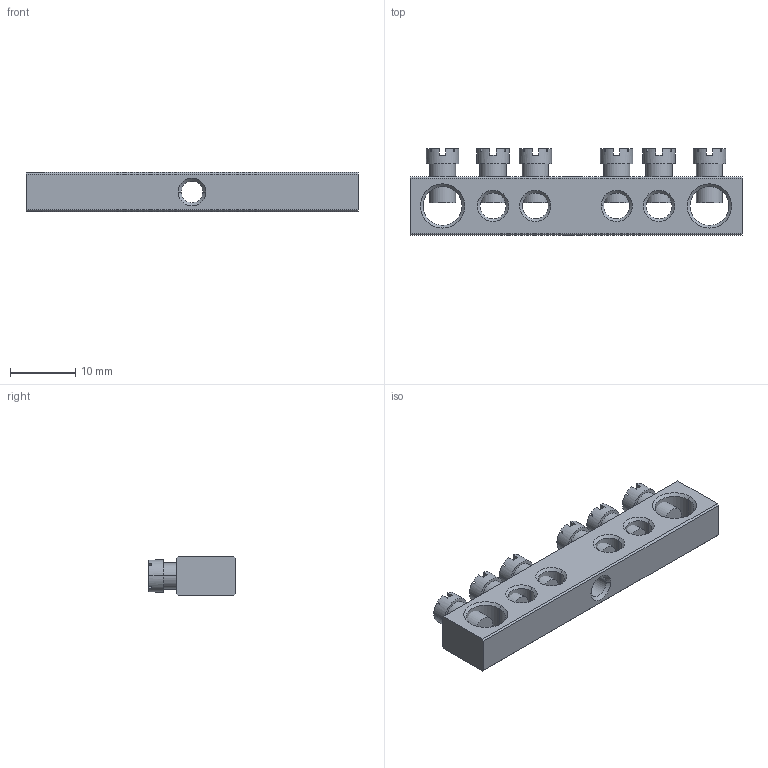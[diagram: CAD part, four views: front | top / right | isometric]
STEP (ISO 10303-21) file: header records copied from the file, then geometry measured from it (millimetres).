
FILE_DESCRIPTION (( 'STEP AP214' ), '1' );
FILE_NAME ('YNN10-06-100 Øèíà PEN çåìëÿ-íîëü 6õ9ìì 6_1 (6ãðóïïû_êðåï ïî öåíòð) ÈÝÊ.STEP', '2016-08-24T13:12:00', ( 'user' ), ( '' ), 'SwSTEP 2.0', 'SolidWorks 2014', '' );
FILE_SCHEMA (( 'AUTOMOTIVE_DESIGN' ));
Length unit declared in the file: millimetre
Products named in the file (3): YNN10-06-100 Øèíà PEN çåìëÿ-íîëü 6õ9ìì 6_1 (6ãðóïïû_êðåï ïî öåíòð) ÈÝÊ; Øèíà ÂõÍ n-1_6å9 6-1; Âèíò_Œ4
Assembly tree (7 placements, depth 2):
  YNN10-06-100 Øèíà PEN çåìëÿ-íîëü 6õ9ìì 6_1 (6ãðóïïû_êðåï ïî öåíòð) ÈÝÊ
    Øèíà ÂõÍ n-1_6å9 6-1
    Âèíò_Œ4  x6
Bounding box: 51 x 13.3 x 6 mm (x, y, z)
Volume: 2538.9 mm3; surface area: 2988.5 mm2
Topology: 7 solids, 7 shells, 316 faces, 848 edges, 546 vertices
Faces by surface type: plane 196, cone 70, cylinder 50
Entity records: 4179 total; most frequent: CARTESIAN_POINT 993, DIRECTION 633, ORIENTED_EDGE 582, EDGE_CURVE 291, AXIS2_PLACEMENT_3D 243, VERTEX_POINT 181, VECTOR 147, LINE 147
